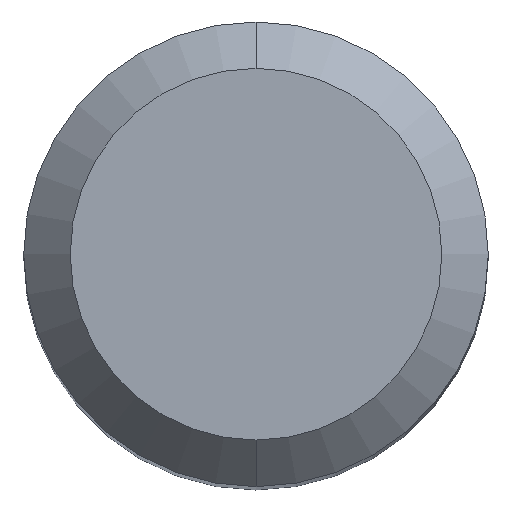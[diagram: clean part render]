
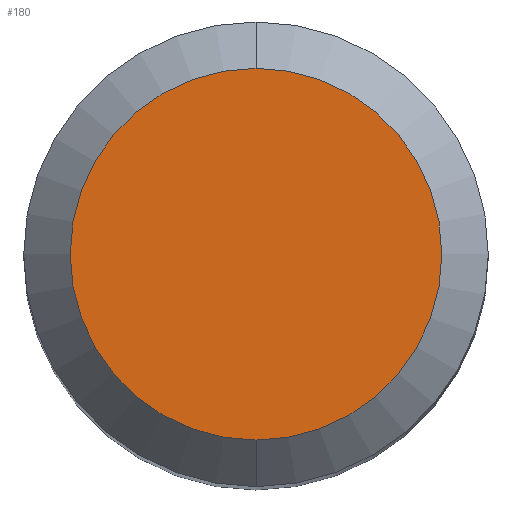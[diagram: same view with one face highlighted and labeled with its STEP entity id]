
A CAD part, top view. The second image highlights one B-rep face of the part: STEP entity #180.
In plain terms, the highlighted planar face has unit normal (0, 0, 1).
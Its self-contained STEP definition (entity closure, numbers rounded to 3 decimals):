
#5 = ORIENTED_EDGE ( 'NONE', *, *, #195, .F. ) ;
#8 = AXIS2_PLACEMENT_3D ( 'NONE', #120, #183, #270 ) ;
#44 = DIRECTION ( 'NONE',  ( 0., 0., -1. ) ) ;
#56 = AXIS2_PLACEMENT_3D ( 'NONE', #357, #100, #210 ) ;
#76 = CIRCLE ( 'NONE', #56, 2.4 ) ;
#80 = CIRCLE ( 'NONE', #8, 2.4 ) ;
#85 = CARTESIAN_POINT ( 'NONE',  ( 0., -2.4, 38. ) ) ;
#97 = VERTEX_POINT ( 'NONE', #85 ) ;
#100 = DIRECTION ( 'NONE',  ( 0., 0., -1. ) ) ;
#104 = AXIS2_PLACEMENT_3D ( 'NONE', #128, #44, #148 ) ;
#120 = CARTESIAN_POINT ( 'NONE',  ( 0., 0., 38. ) ) ;
#128 = CARTESIAN_POINT ( 'NONE',  ( 0., 0., 38. ) ) ;
#148 = DIRECTION ( 'NONE',  ( 0., 1., 0. ) ) ;
#164 = CARTESIAN_POINT ( 'NONE',  ( 0., 2.4, 38. ) ) ;
#168 = EDGE_LOOP ( 'NONE', ( #5, #176 ) ) ;
#176 = ORIENTED_EDGE ( 'NONE', *, *, #332, .F. ) ;
#180 = ADVANCED_FACE ( 'NONE', ( #235 ), #206, .F. ) ;
#183 = DIRECTION ( 'NONE',  ( 0., 0., -1. ) ) ;
#195 = EDGE_CURVE ( 'NONE', #251, #97, #76, .T. ) ;
#206 = PLANE ( 'NONE',  #104 ) ;
#210 = DIRECTION ( 'NONE',  ( 0., 1., 0. ) ) ;
#235 = FACE_OUTER_BOUND ( 'NONE', #168, .T. ) ;
#251 = VERTEX_POINT ( 'NONE', #164 ) ;
#270 = DIRECTION ( 'NONE',  ( 0., 1., 0. ) ) ;
#332 = EDGE_CURVE ( 'NONE', #97, #251, #80, .T. ) ;
#357 = CARTESIAN_POINT ( 'NONE',  ( 0., 0., 38. ) ) ;
